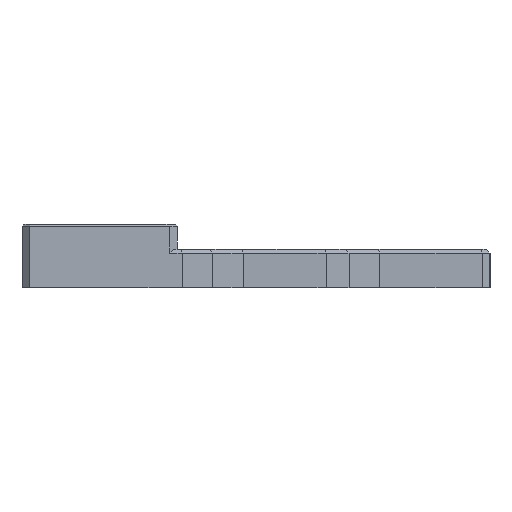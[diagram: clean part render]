
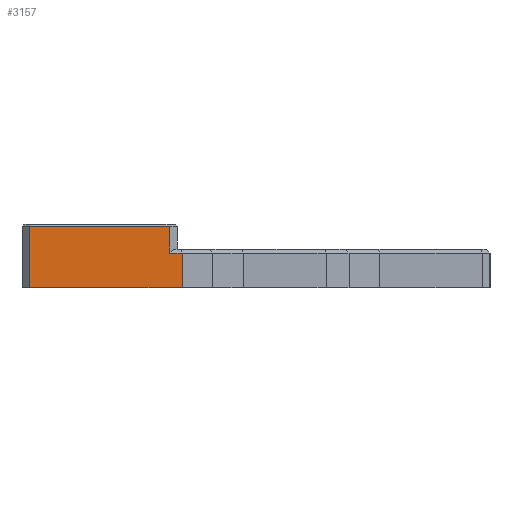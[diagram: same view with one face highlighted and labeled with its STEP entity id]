
A CAD part, left-side view. The second image highlights one B-rep face of the part: STEP entity #3157.
In plain terms, the highlighted planar face has unit normal (-1, 0, 0).
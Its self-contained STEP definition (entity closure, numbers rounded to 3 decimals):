
#74=PLANE('',#3382);
#254=FACE_OUTER_BOUND('',#432,.T.);
#432=EDGE_LOOP('',(#2415,#2416,#2417,#2418,#2419,#2420));
#729=LINE('',#4759,#1138);
#730=LINE('',#4761,#1139);
#731=LINE('',#4763,#1140);
#732=LINE('',#4765,#1141);
#733=LINE('',#4767,#1142);
#734=LINE('',#4768,#1143);
#1138=VECTOR('',#3846,1000.);
#1139=VECTOR('',#3847,1000.);
#1140=VECTOR('',#3848,1000.);
#1141=VECTOR('',#3849,1000.);
#1142=VECTOR('',#3850,1000.);
#1143=VECTOR('',#3851,1000.);
#1581=VERTEX_POINT('',#4757);
#1582=VERTEX_POINT('',#4758);
#1583=VERTEX_POINT('',#4760);
#1584=VERTEX_POINT('',#4762);
#1585=VERTEX_POINT('',#4764);
#1586=VERTEX_POINT('',#4766);
#1908=EDGE_CURVE('',#1581,#1582,#729,.T.);
#1909=EDGE_CURVE('',#1581,#1583,#730,.T.);
#1910=EDGE_CURVE('',#1584,#1583,#731,.T.);
#1911=EDGE_CURVE('',#1584,#1585,#732,.T.);
#1912=EDGE_CURVE('',#1585,#1586,#733,.T.);
#1913=EDGE_CURVE('',#1586,#1582,#734,.T.);
#2415=ORIENTED_EDGE('',*,*,#1908,.F.);
#2416=ORIENTED_EDGE('',*,*,#1909,.T.);
#2417=ORIENTED_EDGE('',*,*,#1910,.F.);
#2418=ORIENTED_EDGE('',*,*,#1911,.T.);
#2419=ORIENTED_EDGE('',*,*,#1912,.T.);
#2420=ORIENTED_EDGE('',*,*,#1913,.T.);
#3157=ADVANCED_FACE('',(#254),#74,.F.);
#3382=AXIS2_PLACEMENT_3D('',#4756,#3844,#3845);
#3844=DIRECTION('center_axis',(1.,0.,0.));
#3845=DIRECTION('ref_axis',(0.,1.,0.));
#3846=DIRECTION('',(0.,0.,-1.));
#3847=DIRECTION('',(0.,1.,0.));
#3848=DIRECTION('',(0.,0.,-1.));
#3849=DIRECTION('',(0.,1.,0.));
#3850=DIRECTION('',(0.,0.,-1.));
#3851=DIRECTION('',(0.,-1.,0.));
#4756=CARTESIAN_POINT('Origin',(-26.998,56.306,5.6));
#4757=CARTESIAN_POINT('',(-26.998,35.35,5.1));
#4758=CARTESIAN_POINT('',(-26.998,35.35,0.6));
#4759=CARTESIAN_POINT('',(-26.998,35.35,5.6));
#4760=CARTESIAN_POINT('',(-26.998,36.96,5.1));
#4761=CARTESIAN_POINT('',(-26.998,56.306,5.1));
#4762=CARTESIAN_POINT('',(-26.998,36.96,8.61));
#4763=CARTESIAN_POINT('',(-26.998,36.96,8.86));
#4764=CARTESIAN_POINT('',(-26.998,55.306,8.61));
#4765=CARTESIAN_POINT('',(-26.998,56.306,8.61));
#4766=CARTESIAN_POINT('',(-26.998,55.306,0.6));
#4767=CARTESIAN_POINT('',(-26.998,55.306,5.6));
#4768=CARTESIAN_POINT('',(-26.998,56.306,0.6));
